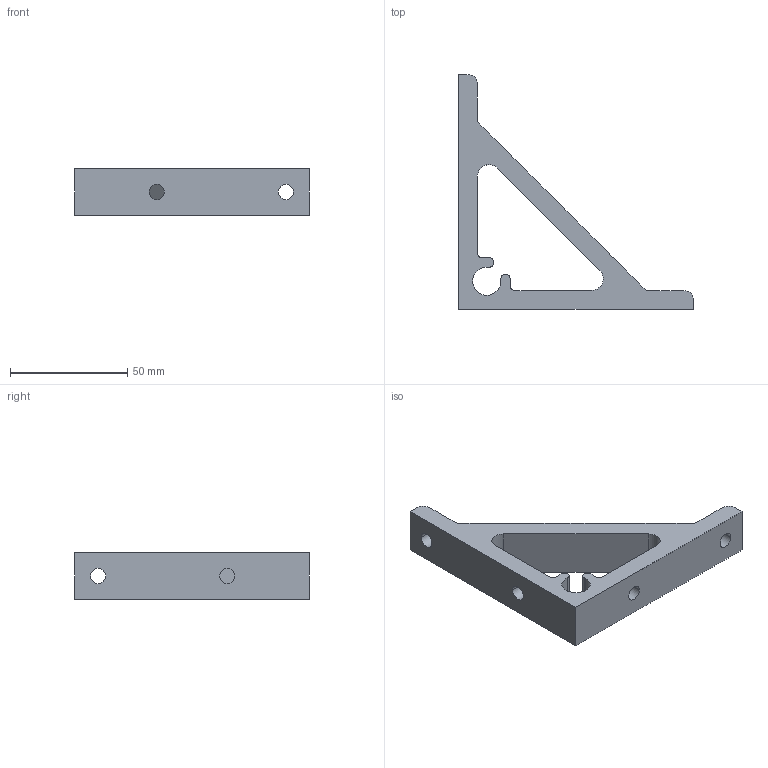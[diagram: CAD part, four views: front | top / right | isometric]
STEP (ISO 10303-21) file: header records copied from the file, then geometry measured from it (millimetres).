
FILE_DESCRIPTION (( 'STEP AP203' ), '1' );
FILE_NAME ('B30-30.STEP', '2018-03-20T17:41:05', ( 'User2' ), ( '' ), 'SwSTEP 2.0', 'SolidWorks 2007', '' );
FILE_SCHEMA (( 'CONFIG_CONTROL_DESIGN' ));
Length unit declared in the file: millimetre
Products named in the file (1): B30-30
Bounding box: 100 x 100 x 20 mm (x, y, z)
Volume: 46412.2 mm3; surface area: 16347.1 mm2
Topology: 1 solids, 1 shells, 82 faces, 246 edges, 164 vertices
Faces by surface type: plane 58, cylinder 24
Entity records: 2863 total; most frequent: CARTESIAN_POINT 517, ORIENTED_EDGE 492, DIRECTION 460, EDGE_CURVE 246, VECTOR 182, LINE 182, VERTEX_POINT 164, AXIS2_PLACEMENT_3D 139
